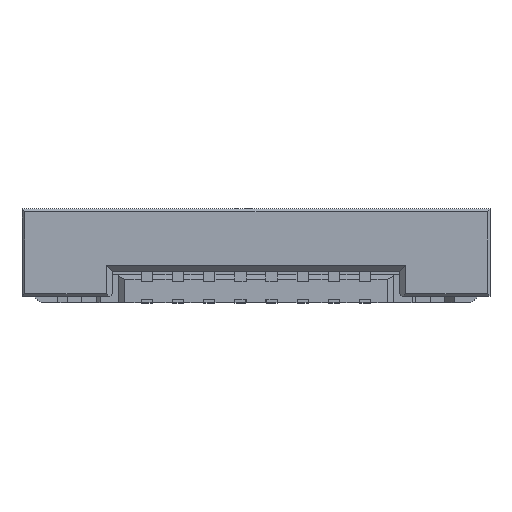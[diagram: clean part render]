
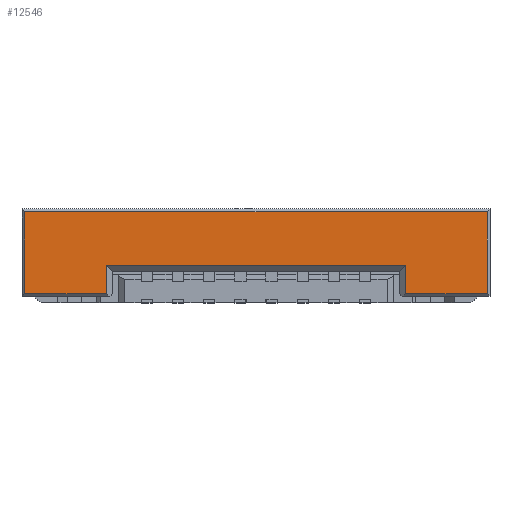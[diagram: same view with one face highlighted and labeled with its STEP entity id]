
A CAD part, top view. The second image highlights one B-rep face of the part: STEP entity #12546.
In plain terms, the highlighted planar face has unit normal (0, 0, 1).
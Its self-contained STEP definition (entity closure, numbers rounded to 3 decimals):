
#4545=DIRECTION('',(0.,-1.,0.));
#4546=VECTOR('',#4545,2.624);
#4547=CARTESIAN_POINT('',(-7.412,2.912,6.7));
#4548=LINE('',#4547,#4546);
#4549=DIRECTION('',(1.,0.,0.));
#4550=VECTOR('',#4549,14.824);
#4551=CARTESIAN_POINT('',(-7.412,2.912,6.7));
#4552=LINE('',#4551,#4550);
#4561=DIRECTION('',(0.,1.,0.));
#4562=VECTOR('',#4561,0.912);
#4563=CARTESIAN_POINT('',(-4.8,0.288,6.7));
#4564=LINE('',#4563,#4562);
#4581=DIRECTION('',(-1.,0.,0.));
#4582=VECTOR('',#4581,9.6);
#4583=CARTESIAN_POINT('',(4.8,1.2,6.7));
#4584=LINE('',#4583,#4582);
#4593=DIRECTION('',(0.,1.,0.));
#4594=VECTOR('',#4593,0.912);
#4595=CARTESIAN_POINT('',(4.8,0.288,6.7));
#4596=LINE('',#4595,#4594);
#4621=DIRECTION('',(1.,0.,0.));
#4622=VECTOR('',#4621,2.612);
#4623=CARTESIAN_POINT('',(4.8,0.288,6.7));
#4624=LINE('',#4623,#4622);
#4633=DIRECTION('',(0.,-1.,0.));
#4634=VECTOR('',#4633,2.624);
#4635=CARTESIAN_POINT('',(7.412,2.912,6.7));
#4636=LINE('',#4635,#4634);
#4685=DIRECTION('',(1.,0.,0.));
#4686=VECTOR('',#4685,2.612);
#4687=CARTESIAN_POINT('',(-7.412,0.288,6.7));
#4688=LINE('',#4687,#4686);
#5734=CARTESIAN_POINT('',(-7.412,0.288,6.7));
#5736=VERTEX_POINT('',#5734);
#5737=CARTESIAN_POINT('',(-7.412,2.912,6.7));
#5738=CARTESIAN_POINT('',(7.412,2.912,6.7));
#5739=VERTEX_POINT('',#5737);
#5740=VERTEX_POINT('',#5738);
#5755=CARTESIAN_POINT('',(-4.8,0.288,6.7));
#5756=CARTESIAN_POINT('',(-4.8,1.2,6.7));
#5757=VERTEX_POINT('',#5755);
#5758=VERTEX_POINT('',#5756);
#5767=CARTESIAN_POINT('',(4.8,1.2,6.7));
#5768=VERTEX_POINT('',#5767);
#5771=CARTESIAN_POINT('',(4.8,0.288,6.7));
#5772=VERTEX_POINT('',#5771);
#5779=CARTESIAN_POINT('',(7.412,0.288,6.7));
#5780=VERTEX_POINT('',#5779);
#12525=CARTESIAN_POINT('',(-7.5,3.,6.7));
#12526=DIRECTION('',(0.,0.,1.));
#12527=DIRECTION('',(0.,-1.,0.));
#12528=AXIS2_PLACEMENT_3D('',#12525,#12526,#12527);
#12529=PLANE('',#12528);
#12531=ORIENTED_EDGE('',*,*,#12530,.F.);
#12533=ORIENTED_EDGE('',*,*,#12532,.F.);
#12534=ORIENTED_EDGE('',*,*,#12503,.F.);
#12535=ORIENTED_EDGE('',*,*,#12515,.T.);
#12537=ORIENTED_EDGE('',*,*,#12536,.T.);
#12539=ORIENTED_EDGE('',*,*,#12538,.F.);
#12541=ORIENTED_EDGE('',*,*,#12540,.T.);
#12543=ORIENTED_EDGE('',*,*,#12542,.T.);
#12544=EDGE_LOOP('',(#12531,#12533,#12534,#12535,#12537,#12539,#12541,#12543));
#12545=FACE_OUTER_BOUND('',#12544,.F.);
#12546=ADVANCED_FACE('',(#12545),#12529,.T.);
#12503=EDGE_CURVE('',#5739,#5736,#4548,.T.);
#12515=EDGE_CURVE('',#5739,#5740,#4552,.T.);
#12530=EDGE_CURVE('',#5757,#5758,#4564,.T.);
#12532=EDGE_CURVE('',#5736,#5757,#4688,.T.);
#12536=EDGE_CURVE('',#5740,#5780,#4636,.T.);
#12538=EDGE_CURVE('',#5772,#5780,#4624,.T.);
#12540=EDGE_CURVE('',#5772,#5768,#4596,.T.);
#12542=EDGE_CURVE('',#5768,#5758,#4584,.T.);
